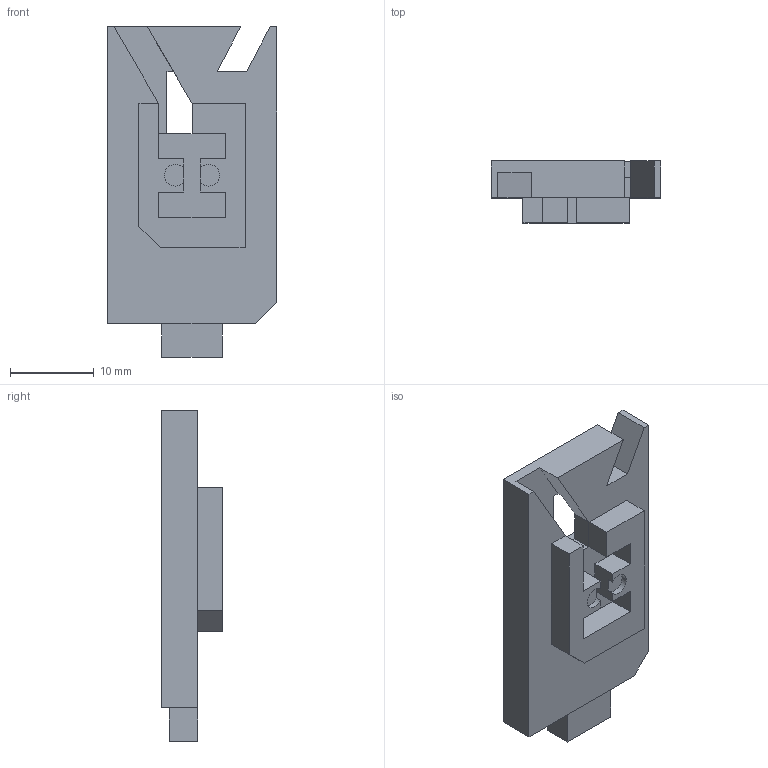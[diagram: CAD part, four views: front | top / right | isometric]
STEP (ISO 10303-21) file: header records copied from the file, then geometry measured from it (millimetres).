
FILE_DESCRIPTION(('FreeCAD Model'),'2;1');
FILE_NAME('Open CASCADE Shape Model','2025-10-08T14:19:36',(''),(''), 'Open CASCADE STEP processor 7.8','FreeCAD','Unknown');
FILE_SCHEMA(('AUTOMOTIVE_DESIGN { 1 0 10303 214 1 1 1 1 }'));
Length unit declared in the file: millimetre
Products named in the file (1): InternalSupport
Bounding box: 20.31 x 7.4 x 39.56 mm (x, y, z)
Volume: 3096 mm3; surface area: 2520 mm2
Topology: 1 solids, 1 shells, 61 faces, 168 edges, 107 vertices
Faces by surface type: plane 58, cylinder 3
Entity records: 1914 total; most frequent: CARTESIAN_POINT 337, ORIENTED_EDGE 336, DIRECTION 298, EDGE_CURVE 168, LINE 162, VECTOR 162, VERTEX_POINT 107, AXIS2_PLACEMENT_3D 68
